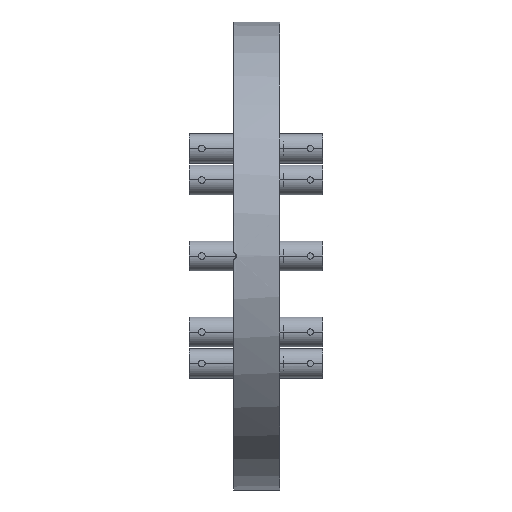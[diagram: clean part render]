
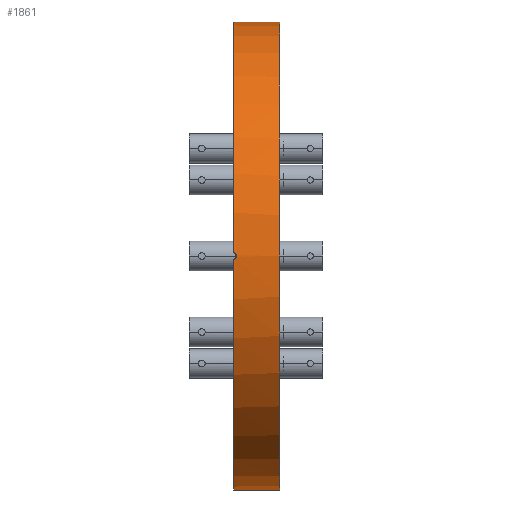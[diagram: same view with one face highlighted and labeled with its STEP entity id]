
A CAD part, left-side view. The second image highlights one B-rep face of the part: STEP entity #1861.
In plain terms, the highlighted cylindrical face has radius 76.2 mm (diameter 152.4 mm), a partial arc.
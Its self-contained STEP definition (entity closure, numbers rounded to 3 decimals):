
#110 = B_SPLINE_CURVE_WITH_KNOTS ( 'NONE', 3,
 ( #5488, #5030, #1806, #5954, #3189, #405, #3650, #860, #4115, #1363, #4569, #1819, #5058, #2286, #5504, #2762 ),
 .UNSPECIFIED., .F., .F.,
 ( 4, 2, 2, 2, 2, 2, 2, 4 ),
 ( 0., 0., 0.001, 0.001, 0.002, 0.002, 0.002, 0.003 ),
 .UNSPECIFIED. ) ;
#293 = EDGE_CURVE ( 'NONE', #5122, #4932, #1457, .T. ) ;
#364 = DIRECTION ( 'NONE',  ( 0., 1., 0. ) ) ;
#405 = CARTESIAN_POINT ( 'NONE',  ( -76.198, -0.799, 0.615 ) ) ;
#587 = CARTESIAN_POINT ( 'NONE',  ( 0., -15., 0. ) ) ;
#761 = ORIENTED_EDGE ( 'NONE', *, *, #5050, .F. ) ;
#828 = CARTESIAN_POINT ( 'NONE',  ( 0., -15., -76.2 ) ) ;
#860 = CARTESIAN_POINT ( 'NONE',  ( -76.2, -0.974, 0.263 ) ) ;
#985 = AXIS2_PLACEMENT_3D ( 'NONE', #587, #3836, #1066 ) ;
#987 = CARTESIAN_POINT ( 'NONE',  ( 0., -15., 0. ) ) ;
#1066 = DIRECTION ( 'NONE',  ( 0., 0., 1. ) ) ;
#1098 = VERTEX_POINT ( 'NONE', #828 ) ;
#1133 = EDGE_CURVE ( 'NONE', #3355, #1656, #2140, .T. ) ;
#1274 = DIRECTION ( 'NONE',  ( 0., 1., 0. ) ) ;
#1363 = CARTESIAN_POINT ( 'NONE',  ( -76.2, -1., -0.13 ) ) ;
#1407 = AXIS2_PLACEMENT_3D ( 'NONE', #4030, #1274, #4484 ) ;
#1457 = CIRCLE ( 'NONE', #1407, 76.2 ) ;
#1487 = VECTOR ( 'NONE', #1562, 1000. ) ;
#1544 = EDGE_LOOP ( 'NONE', ( #761, #1833, #4341, #5459, #4220, #5469 ) ) ;
#1562 = DIRECTION ( 'NONE',  ( 0., 1., 0. ) ) ;
#1656 = VERTEX_POINT ( 'NONE', #5914 ) ;
#1717 = EDGE_CURVE ( 'NONE', #3355, #4932, #110, .T. ) ;
#1806 = CARTESIAN_POINT ( 'NONE',  ( -76.194, -0.262, 0.974 ) ) ;
#1819 = CARTESIAN_POINT ( 'NONE',  ( -76.198, -0.874, -0.503 ) ) ;
#1833 = ORIENTED_EDGE ( 'NONE', *, *, #4273, .T. ) ;
#1861 = ADVANCED_FACE ( 'NONE', ( #2589 ), #5976, .T. ) ;
#1985 = AXIS2_PLACEMENT_3D ( 'NONE', #987, #3813, #5634 ) ;
#2140 = CIRCLE ( 'NONE', #3607, 76.2 ) ;
#2286 = CARTESIAN_POINT ( 'NONE',  ( -76.195, -0.521, -0.893 ) ) ;
#2589 = FACE_OUTER_BOUND ( 'NONE', #1544, .T. ) ;
#2762 = CARTESIAN_POINT ( 'NONE',  ( -76.193, 0., -1. ) ) ;
#2927 = CARTESIAN_POINT ( 'NONE',  ( -76.193, 0., 1. ) ) ;
#3046 = LINE ( 'NONE', #3585, #3195 ) ;
#3082 = DIRECTION ( 'NONE',  ( 0., 1., 0. ) ) ;
#3189 = CARTESIAN_POINT ( 'NONE',  ( -76.196, -0.615, 0.799 ) ) ;
#3195 = VECTOR ( 'NONE', #3082, 1000. ) ;
#3355 = VERTEX_POINT ( 'NONE', #2927 ) ;
#3392 = EDGE_CURVE ( 'NONE', #4498, #1656, #5035, .T. ) ;
#3585 = CARTESIAN_POINT ( 'NONE',  ( 0., -15., -76.2 ) ) ;
#3607 = AXIS2_PLACEMENT_3D ( 'NONE', #5521, #364, #5915 ) ;
#3650 = CARTESIAN_POINT ( 'NONE',  ( -76.198, -0.874, 0.503 ) ) ;
#3813 = DIRECTION ( 'NONE',  ( 0., 1., 0. ) ) ;
#3836 = DIRECTION ( 'NONE',  ( 0., 1., 0. ) ) ;
#3948 = CARTESIAN_POINT ( 'NONE',  ( -76.193, 0., -1. ) ) ;
#4013 = CARTESIAN_POINT ( 'NONE',  ( 0., -15., 76.2 ) ) ;
#4030 = CARTESIAN_POINT ( 'NONE',  ( 0., 0., 0. ) ) ;
#4115 = CARTESIAN_POINT ( 'NONE',  ( -76.2, -1., 0.131 ) ) ;
#4220 = ORIENTED_EDGE ( 'NONE', *, *, #1717, .T. ) ;
#4273 = EDGE_CURVE ( 'NONE', #1098, #4498, #5439, .T. ) ;
#4341 = ORIENTED_EDGE ( 'NONE', *, *, #3392, .T. ) ;
#4484 = DIRECTION ( 'NONE',  ( 0., 0., 1. ) ) ;
#4498 = VERTEX_POINT ( 'NONE', #4013 ) ;
#4569 = CARTESIAN_POINT ( 'NONE',  ( -76.2, -0.974, -0.261 ) ) ;
#4809 = CARTESIAN_POINT ( 'NONE',  ( 0., -15., 76.2 ) ) ;
#4932 = VERTEX_POINT ( 'NONE', #3948 ) ;
#5030 = CARTESIAN_POINT ( 'NONE',  ( -76.193, -0.132, 1. ) ) ;
#5035 = LINE ( 'NONE', #4809, #1487 ) ;
#5050 = EDGE_CURVE ( 'NONE', #1098, #5122, #3046, .T. ) ;
#5053 = CARTESIAN_POINT ( 'NONE',  ( 0., 0., -76.2 ) ) ;
#5058 = CARTESIAN_POINT ( 'NONE',  ( -76.198, -0.801, -0.613 ) ) ;
#5122 = VERTEX_POINT ( 'NONE', #5053 ) ;
#5439 = CIRCLE ( 'NONE', #985, 76.2 ) ;
#5459 = ORIENTED_EDGE ( 'NONE', *, *, #1133, .F. ) ;
#5469 = ORIENTED_EDGE ( 'NONE', *, *, #293, .F. ) ;
#5488 = CARTESIAN_POINT ( 'NONE',  ( -76.193, 0., 1. ) ) ;
#5504 = CARTESIAN_POINT ( 'NONE',  ( -76.193, -0.264, -1. ) ) ;
#5521 = CARTESIAN_POINT ( 'NONE',  ( 0., 0., 0. ) ) ;
#5634 = DIRECTION ( 'NONE',  ( 0., 0., 1. ) ) ;
#5914 = CARTESIAN_POINT ( 'NONE',  ( 0., 0., 76.2 ) ) ;
#5915 = DIRECTION ( 'NONE',  ( 0., 0., 1. ) ) ;
#5954 = CARTESIAN_POINT ( 'NONE',  ( -76.195, -0.504, 0.874 ) ) ;
#5976 = CYLINDRICAL_SURFACE ( 'NONE', #1985, 76.2 ) ;
